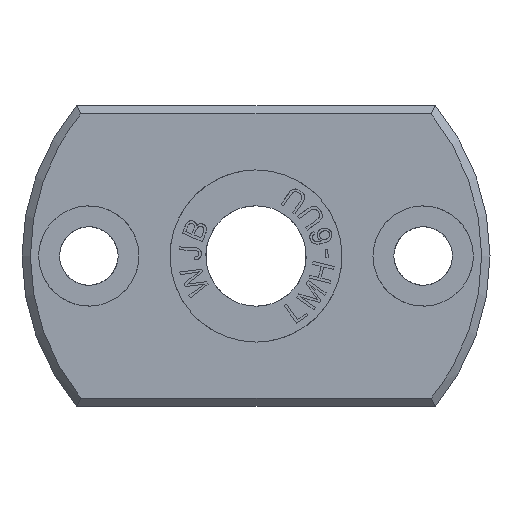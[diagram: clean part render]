
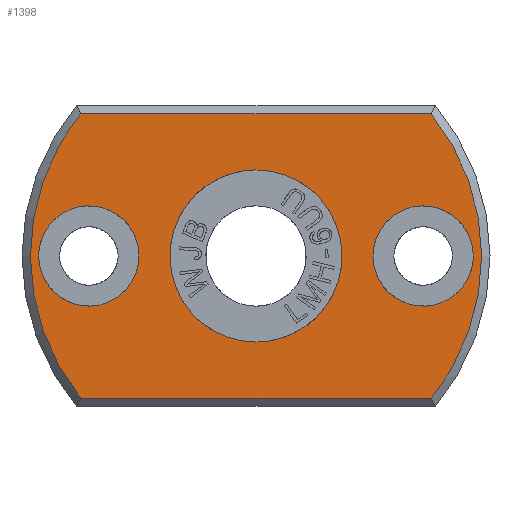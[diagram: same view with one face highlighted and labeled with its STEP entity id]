
A CAD part, left-side view. The second image highlights one B-rep face of the part: STEP entity #1398.
In plain terms, the highlighted planar face has unit normal (-1, 0, 0).
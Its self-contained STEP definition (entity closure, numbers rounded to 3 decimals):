
#197=PLANE('',#5770);
#435=FACE_BOUND('',#2037,.T.);
#436=FACE_BOUND('',#2038,.T.);
#437=FACE_BOUND('',#2039,.T.);
#438=FACE_BOUND('',#2040,.T.);
#1398=ADVANCED_FACE('',(#435,#436,#437,#438),#197,.T.);
#2037=EDGE_LOOP('',(#3030,#3031));
#2038=EDGE_LOOP('',(#3032,#3033));
#2039=EDGE_LOOP('',(#3034,#3035));
#2040=EDGE_LOOP('',(#3036,#3037,#3038,#3039));
#2364=B_SPLINE_CURVE_WITH_KNOTS('',3,(#7083,#7084,#7085,#7086,#7087,#7088),
 .UNSPECIFIED.,.F.,.F.,(4,2,4),(0.,0.5,1.),.UNSPECIFIED.);
#2445=B_SPLINE_CURVE_WITH_KNOTS('',3,(#8502,#8503,#8504,#8505,#8506,#8507,
#8508,#8509,#8510,#8511),.UNSPECIFIED.,.F.,.F.,(4,2,2,2,4),(0.,0.25,0.5,
0.75,1.),.UNSPECIFIED.);
#2446=B_SPLINE_CURVE_WITH_KNOTS('',3,(#8514,#8515,#8516,#8517,#8518,#8519,
#8520,#8521,#8522,#8523),.UNSPECIFIED.,.F.,.F.,(4,2,2,2,4),(0.,0.25,0.5,
0.75,1.),.UNSPECIFIED.);
#2449=B_SPLINE_CURVE_WITH_KNOTS('',3,(#8548,#8549,#8550,#8551,#8552,#8553,
#8554,#8555,#8556,#8557),.UNSPECIFIED.,.F.,.F.,(4,2,2,2,4),(0.,0.25,0.5,
0.75,1.),.UNSPECIFIED.);
#2450=B_SPLINE_CURVE_WITH_KNOTS('',3,(#8560,#8561,#8562,#8563,#8564,#8565,
#8566,#8567,#8568,#8569),.UNSPECIFIED.,.F.,.F.,(4,2,2,2,4),(0.,0.25,0.5,
0.75,1.),.UNSPECIFIED.);
#2451=B_SPLINE_CURVE_WITH_KNOTS('',3,(#8570,#8571,#8572,#8573,#8574,#8575,
#8576,#8577,#8578,#8579),.UNSPECIFIED.,.F.,.F.,(4,2,2,2,4),(0.,0.25,0.5,
0.75,1.),.UNSPECIFIED.);
#2452=B_SPLINE_CURVE_WITH_KNOTS('',3,(#8582,#8583,#8584,#8585,#8586,#8587,
#8588,#8589,#8590,#8591),.UNSPECIFIED.,.F.,.F.,(4,2,2,2,4),(0.,0.25,0.5,
0.75,1.),.UNSPECIFIED.);
#2453=B_SPLINE_CURVE_WITH_KNOTS('',3,(#8592,#8593,#8594,#8595,#8596,#8597),
 .UNSPECIFIED.,.F.,.F.,(4,2,4),(0.,0.5,1.),.UNSPECIFIED.);
#2454=B_SPLINE_CURVE_WITH_KNOTS('',3,(#8600,#8601,#8602,#8603),.UNSPECIFIED.,
 .F.,.F.,(4,4),(0.,1.),.UNSPECIFIED.);
#2455=B_SPLINE_CURVE_WITH_KNOTS('',3,(#8604,#8605,#8606,#8607),.UNSPECIFIED.,
 .F.,.F.,(4,4),(0.,1.),.UNSPECIFIED.);
#3030=ORIENTED_EDGE('',*,*,#5138,.F.);
#3031=ORIENTED_EDGE('',*,*,#5139,.F.);
#3032=ORIENTED_EDGE('',*,*,#5140,.F.);
#3033=ORIENTED_EDGE('',*,*,#5141,.F.);
#3034=ORIENTED_EDGE('',*,*,#5135,.T.);
#3035=ORIENTED_EDGE('',*,*,#5134,.T.);
#3036=ORIENTED_EDGE('',*,*,#5142,.F.);
#3037=ORIENTED_EDGE('',*,*,#5143,.F.);
#3038=ORIENTED_EDGE('',*,*,#4897,.F.);
#3039=ORIENTED_EDGE('',*,*,#5144,.F.);
#4361=VERTEX_POINT('',#7082);
#4362=VERTEX_POINT('',#7089);
#4596=VERTEX_POINT('',#8512);
#4597=VERTEX_POINT('',#8513);
#4600=VERTEX_POINT('',#8558);
#4601=VERTEX_POINT('',#8559);
#4602=VERTEX_POINT('',#8580);
#4603=VERTEX_POINT('',#8581);
#4604=VERTEX_POINT('',#8598);
#4605=VERTEX_POINT('',#8599);
#4897=EDGE_CURVE('',#4361,#4362,#2364,.T.);
#5134=EDGE_CURVE('',#4596,#4597,#2445,.T.);
#5135=EDGE_CURVE('',#4597,#4596,#2446,.T.);
#5138=EDGE_CURVE('',#4600,#4601,#2449,.T.);
#5139=EDGE_CURVE('',#4601,#4600,#2450,.T.);
#5140=EDGE_CURVE('',#4602,#4603,#2451,.T.);
#5141=EDGE_CURVE('',#4603,#4602,#2452,.T.);
#5142=EDGE_CURVE('',#4604,#4605,#2453,.T.);
#5143=EDGE_CURVE('',#4362,#4604,#2454,.T.);
#5144=EDGE_CURVE('',#4605,#4361,#2455,.T.);
#5770=AXIS2_PLACEMENT_3D('',#8608,#6222,#6223);
#6222=DIRECTION('',(-1.,0.,0.));
#6223=DIRECTION('',(0.,0.,1.));
#7082=CARTESIAN_POINT('',(0.,10.488,-8.5));
#7083=CARTESIAN_POINT('',(0.,10.488,-8.5));
#7084=CARTESIAN_POINT('',(0.,12.418,-6.119));
#7085=CARTESIAN_POINT('',(0.,13.5,-3.065));
#7086=CARTESIAN_POINT('',(0.,13.5,3.065));
#7087=CARTESIAN_POINT('',(0.,12.418,6.119));
#7088=CARTESIAN_POINT('',(0.,10.488,8.5));
#7089=CARTESIAN_POINT('',(0.,10.488,8.5));
#8502=CARTESIAN_POINT('',(0.,0.,5.15));
#8503=CARTESIAN_POINT('',(0.,-1.353,5.15));
#8504=CARTESIAN_POINT('',(0.,-2.686,4.597));
#8505=CARTESIAN_POINT('',(0.,-4.597,2.686));
#8506=CARTESIAN_POINT('',(0.,-5.15,1.351));
#8507=CARTESIAN_POINT('',(0.,-5.15,-1.351));
#8508=CARTESIAN_POINT('',(0.,-4.597,-2.686));
#8509=CARTESIAN_POINT('',(0.,-2.686,-4.597));
#8510=CARTESIAN_POINT('',(0.,-1.355,-5.15));
#8511=CARTESIAN_POINT('',(0.,0.,-5.15));
#8512=CARTESIAN_POINT('',(0.,0.,5.15));
#8513=CARTESIAN_POINT('',(0.,0.,-5.15));
#8514=CARTESIAN_POINT('',(0.,0.,-5.15));
#8515=CARTESIAN_POINT('',(0.,1.353,-5.15));
#8516=CARTESIAN_POINT('',(0.,2.686,-4.597));
#8517=CARTESIAN_POINT('',(0.,4.597,-2.686));
#8518=CARTESIAN_POINT('',(0.,5.15,-1.351));
#8519=CARTESIAN_POINT('',(0.,5.15,1.351));
#8520=CARTESIAN_POINT('',(0.,4.597,2.686));
#8521=CARTESIAN_POINT('',(0.,2.686,4.597));
#8522=CARTESIAN_POINT('',(0.,1.355,5.15));
#8523=CARTESIAN_POINT('',(0.,0.,5.15));
#8548=CARTESIAN_POINT('',(0.,-13.,0.));
#8549=CARTESIAN_POINT('',(0.,-13.,0.785));
#8550=CARTESIAN_POINT('',(0.,-12.677,1.566));
#8551=CARTESIAN_POINT('',(0.,-11.566,2.677));
#8552=CARTESIAN_POINT('',(0.,-10.785,3.));
#8553=CARTESIAN_POINT('',(0.,-9.215,3.));
#8554=CARTESIAN_POINT('',(0.,-8.434,2.677));
#8555=CARTESIAN_POINT('',(0.,-7.323,1.566));
#8556=CARTESIAN_POINT('',(0.,-7.,0.785));
#8557=CARTESIAN_POINT('',(0.,-7.,0.));
#8558=CARTESIAN_POINT('',(0.,-13.,0.));
#8559=CARTESIAN_POINT('',(0.,-7.,0.));
#8560=CARTESIAN_POINT('',(0.,-7.,0.));
#8561=CARTESIAN_POINT('',(0.,-7.,-0.785));
#8562=CARTESIAN_POINT('',(0.,-7.323,-1.566));
#8563=CARTESIAN_POINT('',(0.,-8.434,-2.677));
#8564=CARTESIAN_POINT('',(0.,-9.215,-3.));
#8565=CARTESIAN_POINT('',(0.,-10.785,-3.));
#8566=CARTESIAN_POINT('',(0.,-11.566,-2.677));
#8567=CARTESIAN_POINT('',(0.,-12.677,-1.566));
#8568=CARTESIAN_POINT('',(0.,-13.,-0.785));
#8569=CARTESIAN_POINT('',(0.,-13.,0.));
#8570=CARTESIAN_POINT('',(0.,7.,0.));
#8571=CARTESIAN_POINT('',(0.,7.,0.785));
#8572=CARTESIAN_POINT('',(0.,7.323,1.566));
#8573=CARTESIAN_POINT('',(0.,8.434,2.677));
#8574=CARTESIAN_POINT('',(0.,9.215,3.));
#8575=CARTESIAN_POINT('',(0.,10.785,3.));
#8576=CARTESIAN_POINT('',(0.,11.566,2.677));
#8577=CARTESIAN_POINT('',(0.,12.677,1.566));
#8578=CARTESIAN_POINT('',(0.,13.,0.785));
#8579=CARTESIAN_POINT('',(0.,13.,0.));
#8580=CARTESIAN_POINT('',(0.,7.,0.));
#8581=CARTESIAN_POINT('',(0.,13.,0.));
#8582=CARTESIAN_POINT('',(0.,13.,0.));
#8583=CARTESIAN_POINT('',(0.,13.,-0.785));
#8584=CARTESIAN_POINT('',(0.,12.677,-1.566));
#8585=CARTESIAN_POINT('',(0.,11.566,-2.677));
#8586=CARTESIAN_POINT('',(0.,10.785,-3.));
#8587=CARTESIAN_POINT('',(0.,9.215,-3.));
#8588=CARTESIAN_POINT('',(0.,8.434,-2.677));
#8589=CARTESIAN_POINT('',(0.,7.323,-1.566));
#8590=CARTESIAN_POINT('',(0.,7.,-0.785));
#8591=CARTESIAN_POINT('',(0.,7.,0.));
#8592=CARTESIAN_POINT('',(0.,-10.488,8.5));
#8593=CARTESIAN_POINT('',(0.,-12.418,6.119));
#8594=CARTESIAN_POINT('',(0.,-13.5,3.065));
#8595=CARTESIAN_POINT('',(0.,-13.5,-3.065));
#8596=CARTESIAN_POINT('',(0.,-12.418,-6.119));
#8597=CARTESIAN_POINT('',(0.,-10.488,-8.5));
#8598=CARTESIAN_POINT('',(0.,-10.488,8.5));
#8599=CARTESIAN_POINT('',(0.,-10.488,-8.5));
#8600=CARTESIAN_POINT('',(0.,10.488,8.5));
#8601=CARTESIAN_POINT('',(0.,3.496,8.5));
#8602=CARTESIAN_POINT('',(0.,-3.496,8.5));
#8603=CARTESIAN_POINT('',(0.,-10.488,8.5));
#8604=CARTESIAN_POINT('',(0.,-10.488,-8.5));
#8605=CARTESIAN_POINT('',(0.,-3.496,-8.5));
#8606=CARTESIAN_POINT('',(0.,3.496,-8.5));
#8607=CARTESIAN_POINT('',(0.,10.488,-8.5));
#8608=CARTESIAN_POINT('',(0.,-13.77,-13.5));
